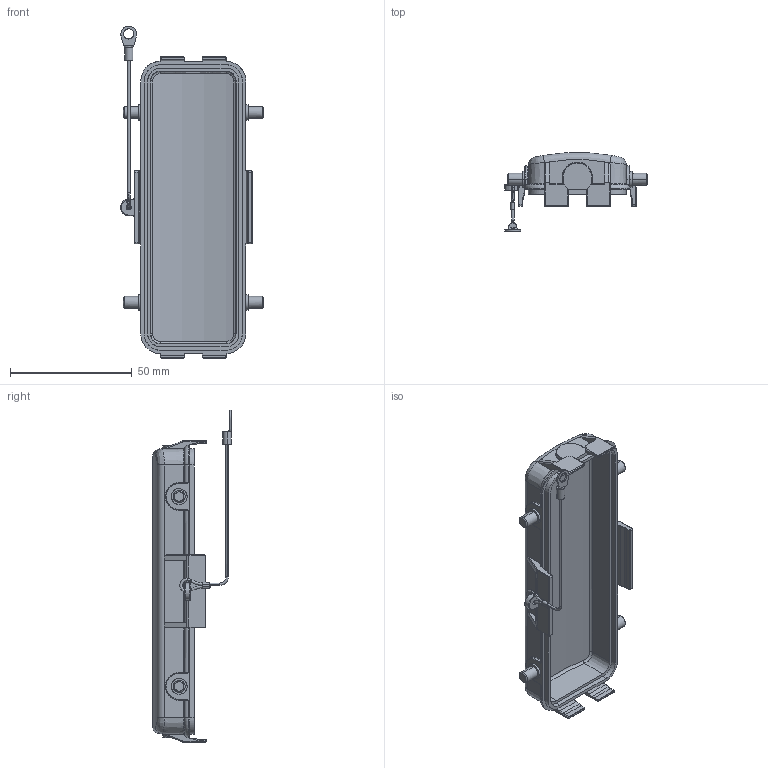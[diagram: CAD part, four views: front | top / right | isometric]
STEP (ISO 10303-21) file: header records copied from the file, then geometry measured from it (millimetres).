
FILE_DESCRIPTION (( 'STEP AP203' ), '1' );
FILE_NAME ('3D_1110240308102_H24B-MCV-4B_2_V1.0.STP', '2021-05-26T08:03:45', ( '' ), ( '' ), 'SwSTEP 2.0', 'SolidWorks 2016', '' );
FILE_SCHEMA (( 'CONFIG_CONTROL_DESIGN' ));
Length unit declared in the file: millimetre
Products named in the file (1): 3D_1110240308102_H24B-MCV-4B_2_V1.0
Bounding box: 58.73 x 32.25 x 136.37 mm (x, y, z)
Volume: 25135.5 mm3; surface area: 21238.4 mm2
Topology: 1 solids, 1 shells, 499 faces, 1208 edges, 724 vertices
Faces by surface type: cylinder 201, plane 132, torus 73, bspline 69, cone 24
Entity records: 20486 total; most frequent: CARTESIAN_POINT 9762, ORIENTED_EDGE 2416, DIRECTION 1932, EDGE_CURVE 1208, VERTEX_POINT 725, AXIS2_PLACEMENT_3D 721, EDGE_LOOP 519, ADVANCED_FACE 499
